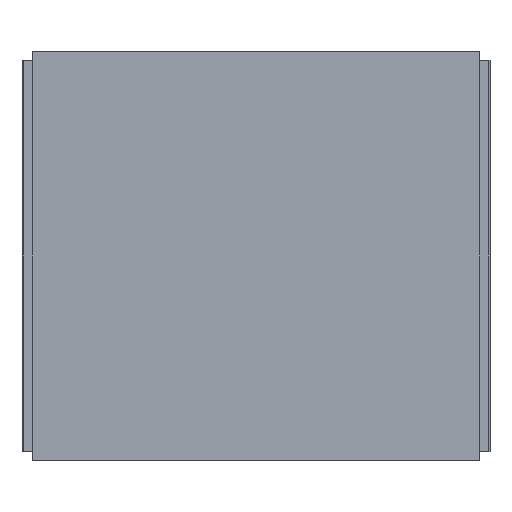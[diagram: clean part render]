
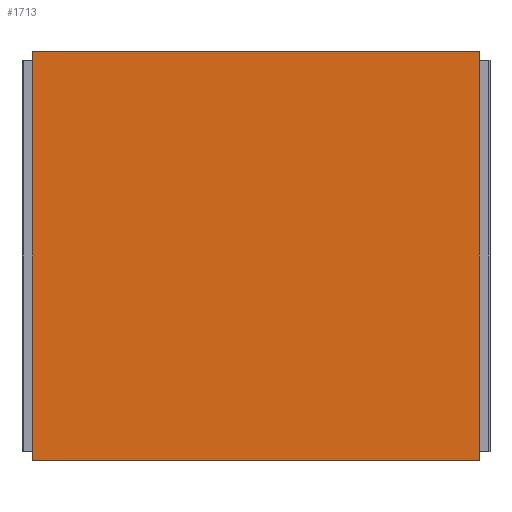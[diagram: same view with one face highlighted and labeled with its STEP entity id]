
A CAD part, left-side view. The second image highlights one B-rep face of the part: STEP entity #1713.
In plain terms, the highlighted planar face has unit normal (-1, 0, 0).
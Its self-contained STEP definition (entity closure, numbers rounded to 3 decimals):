
#1628=CARTESIAN_POINT('',(-1.003,-0.597,1.092));
#1627=VERTEX_POINT('',#1628);
#1646=CARTESIAN_POINT('',(-1.003,0.597,1.092));
#1645=VERTEX_POINT('',#1646);
#1654=EDGE_CURVE('',#1627,#1645,#1659,.T.);
#1659=LINE('',#1628,#1661);
#1661=VECTOR('',#1662,1.194);
#1662=DIRECTION('',(0.0,1.0,0.0));
#1713=ADVANCED_FACE('',(#1719),#1714,.T.);
#1714=PLANE('',#1715);
#1715=AXIS2_PLACEMENT_3D('',#1716,#1717,#1718);
#1716=CARTESIAN_POINT('',(-1.003,0.597,0.0));
#1717=DIRECTION('',(-1.0,0.0,0.0));
#1718=DIRECTION('',(0.,0.,1.));
#1719=FACE_OUTER_BOUND('',#1720,.T.);
#1720=EDGE_LOOP('',(#1721,#1731,#1741,#1751));
#1724=CARTESIAN_POINT('',(-1.003,-0.597,0.0));
#1723=VERTEX_POINT('',#1724);
#1726=CARTESIAN_POINT('',(-1.003,0.597,0.0));
#1725=VERTEX_POINT('',#1726);
#1722=EDGE_CURVE('',#1723,#1725,#1727,.T.);
#1727=LINE('',#1724,#1729);
#1729=VECTOR('',#1730,1.194);
#1730=DIRECTION('',(0.0,1.0,0.0));
#1721=ORIENTED_EDGE('',*,*,#1722,.F.);
#1732=EDGE_CURVE('',#1627,#1723,#1737,.T.);
#1737=LINE('',#1628,#1739);
#1739=VECTOR('',#1740,1.092);
#1740=DIRECTION('',(0.0,0.0,-1.0));
#1731=ORIENTED_EDGE('',*,*,#1732,.F.);
#1741=ORIENTED_EDGE('',*,*,#1654,.T.);
#1752=EDGE_CURVE('',#1725,#1645,#1757,.T.);
#1757=LINE('',#1726,#1759);
#1759=VECTOR('',#1760,1.092);
#1760=DIRECTION('',(0.0,0.0,1.0));
#1751=ORIENTED_EDGE('',*,*,#1752,.F.);
